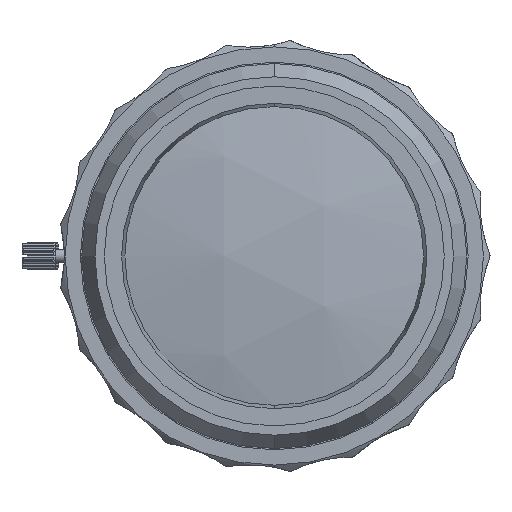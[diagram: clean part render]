
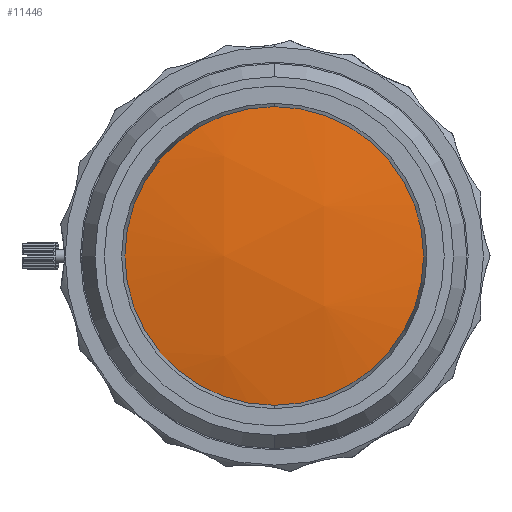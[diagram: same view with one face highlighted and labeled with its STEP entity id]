
A CAD part, left-side view. The second image highlights one B-rep face of the part: STEP entity #11446.
In plain terms, the highlighted spherical face has radius 112.15 mm.
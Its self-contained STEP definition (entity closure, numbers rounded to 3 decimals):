
#23=SPHERICAL_SURFACE('',#38971,112.15);
#11446=ADVANCED_FACE('',(#13422),#23,.T.);
#13422=FACE_OUTER_BOUND('',#15545,.T.);
#15545=EDGE_LOOP('',(#26150,#26151));
#26150=ORIENTED_EDGE('',*,*,#36125,.T.);
#26151=ORIENTED_EDGE('',*,*,#36138,.T.);
#30602=VERTEX_POINT('',#91392);
#30603=VERTEX_POINT('',#91394);
#36125=EDGE_CURVE('',#30603,#30602,#37312,.T.);
#36138=EDGE_CURVE('',#30602,#30603,#37324,.T.);
#37312=CIRCLE('',#38945,22.5);
#37324=CIRCLE('',#38969,22.5);
#38945=AXIS2_PLACEMENT_3D('',#91393,#44493,#44494);
#38969=AXIS2_PLACEMENT_3D('',#91419,#44542,#44543);
#38971=AXIS2_PLACEMENT_3D('',#91421,#44546,#44547);
#44493=DIRECTION('',(-1.,0.,0.));
#44494=DIRECTION('',(0.,0.,-1.));
#44542=DIRECTION('',(-1.,0.,0.));
#44543=DIRECTION('',(0.,0.,-1.));
#44546=DIRECTION('',(0.,-1.,0.));
#44547=DIRECTION('',(-0.979,0.,0.203));
#91392=CARTESIAN_POINT('',(-0.1,0.,22.5));
#91393=CARTESIAN_POINT('',(-0.1,0.,0.));
#91394=CARTESIAN_POINT('',(-0.1,0.,-22.5));
#91419=CARTESIAN_POINT('',(-0.1,0.,0.));
#91421=CARTESIAN_POINT('',(109.77,0.,0.));
